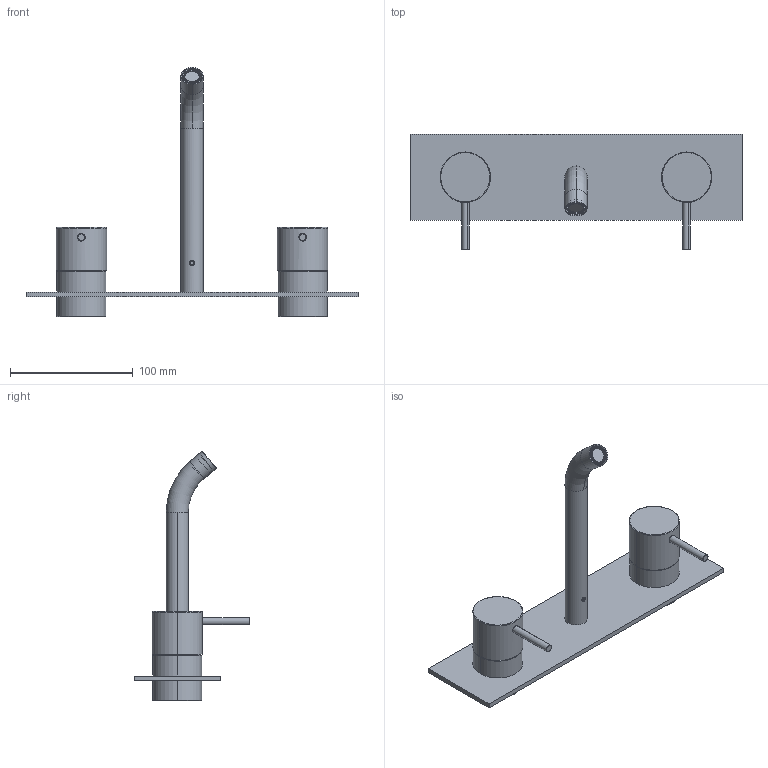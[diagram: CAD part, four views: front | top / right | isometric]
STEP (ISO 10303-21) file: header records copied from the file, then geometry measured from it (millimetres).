
FILE_DESCRIPTION (( 'STEP AP214' ), '1' );
FILE_NAME ('C35.0042 3D.STEP', '2023-01-19T10:18:23', ( '' ), ( '' ), 'SwSTEP 2.0', 'SolidWorks 2022', '' );
FILE_SCHEMA (( 'AUTOMOTIVE_DESIGN' ));
Length unit declared in the file: millimetre
Products named in the file (8): 0001-BICA_CURVA_LAVAT_RIO_ENCASTRAR__18x2MM_000000000000.STEP; 0001-POMULO _6x40.STEP; C35.0042.STEP; 0001-CASQUILHO__40x37MM_000000000000.STEP; 0001-MANIPULO__40x35MM_ESTRIADO_000000000000.STEP; 011101102300.STEP; 0001-ESPELHO_270x70x4MM_PARA_ENCASTRAR_3_FUROS_LAV_000000000000.STEP; C35.0042 3D
Assembly tree (10 placements, depth 3):
  C35.0042 3D
    C35.0042.STEP
      0001-CASQUILHO__40x37MM_000000000000.STEP  x2
      0001-MANIPULO__40x35MM_ESTRIADO_000000000000.STEP  x2
      0001-POMULO _6x40.STEP  x2
      0001-ESPELHO_270x70x4MM_PARA_ENCASTRAR_3_FUROS_LAV_000000000000.STEP
      0001-BICA_CURVA_LAVAT_RIO_ENCASTRAR__18x2MM_000000000000.STEP
      011101102300.STEP
Bounding box: 270 x 94 x 202.66 mm (x, y, z)
Volume: 145854.3 mm3; surface area: 104097 mm2
Topology: 9 solids, 9 shells, 820 faces, 2122 edges, 1343 vertices
Faces by surface type: plane 500, cylinder 214, cone 90, torus 14, bspline 2
Entity records: 16315 total; most frequent: CARTESIAN_POINT 4573, ORIENTED_EDGE 2436, DIRECTION 2340, EDGE_CURVE 1218, AXIS2_PLACEMENT_3D 782, LINE 776, VECTOR 776, VERTEX_POINT 771
